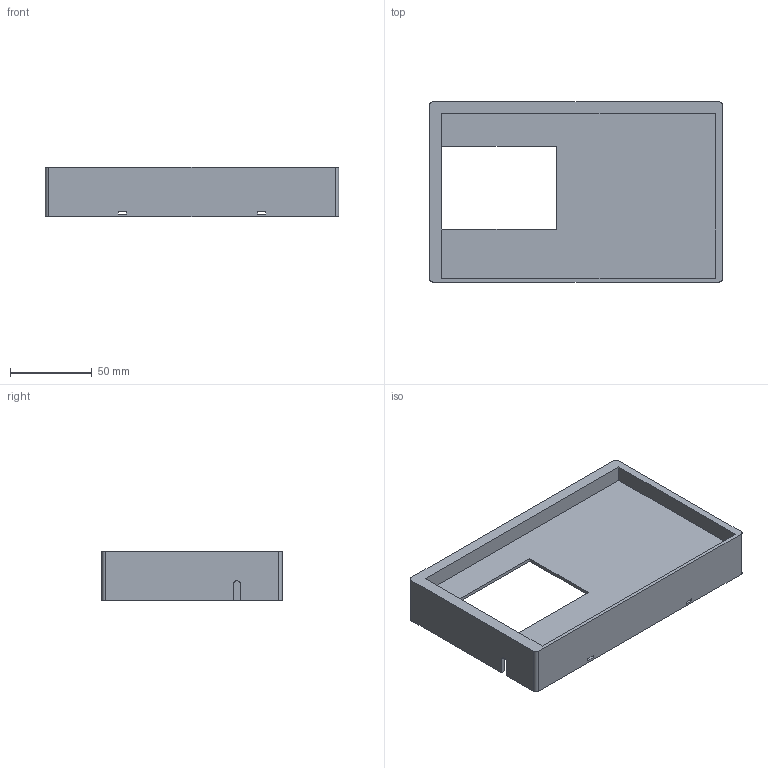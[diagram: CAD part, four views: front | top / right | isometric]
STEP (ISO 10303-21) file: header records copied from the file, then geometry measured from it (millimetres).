
FILE_DESCRIPTION(('FreeCAD Model'),'2;1');
FILE_NAME('Open CASCADE Shape Model','2025-04-02T23:51:10',('Author'),( ''),'Open CASCADE STEP processor 7.8','FreeCAD','Unknown');
FILE_SCHEMA(('AUTOMOTIVE_DESIGN { 1 0 10303 214 1 1 1 1 }'));
Length unit declared in the file: millimetre
Products named in the file (1): Body
Bounding box: 179 x 110 x 30 mm (x, y, z)
Volume: 94324.1 mm3; surface area: 68605.7 mm2
Topology: 1 solids, 1 shells, 124 faces, 334 edges, 214 vertices
Faces by surface type: plane 110, cylinder 14
Entity records: 3848 total; most frequent: ORIENTED_EDGE 676, CARTESIAN_POINT 673, DIRECTION 612, EDGE_CURVE 334, LINE 306, VECTOR 306, VERTEX_POINT 214, AXIS2_PLACEMENT_3D 153
